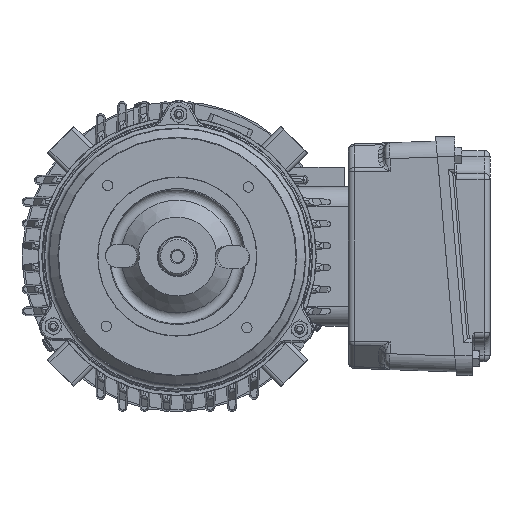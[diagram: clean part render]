
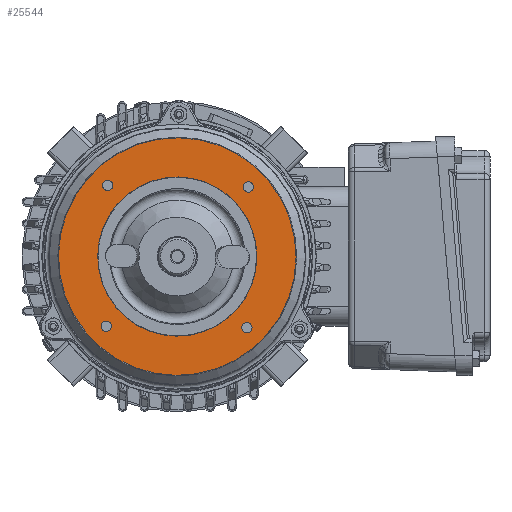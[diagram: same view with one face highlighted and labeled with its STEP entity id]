
A CAD part, left-side view. The second image highlights one B-rep face of the part: STEP entity #25544.
In plain terms, the highlighted planar face has unit normal (-1, 0, 0).
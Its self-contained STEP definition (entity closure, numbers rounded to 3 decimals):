
#2526=CIRCLE('',#27814,40.);
#2553=CIRCLE('',#27869,2.594);
#2554=CIRCLE('',#27871,2.594);
#2555=CIRCLE('',#27873,2.594);
#2556=CIRCLE('',#27875,2.594);
#2557=CIRCLE('',#27877,59.697);
#8432=ORIENTED_EDGE('',*,*,#13419,.T.);
#8433=ORIENTED_EDGE('',*,*,#13418,.T.);
#8434=ORIENTED_EDGE('',*,*,#13417,.T.);
#8435=ORIENTED_EDGE('',*,*,#13416,.T.);
#8436=ORIENTED_EDGE('',*,*,#13420,.T.);
#8437=ORIENTED_EDGE('',*,*,#13349,.F.);
#13349=EDGE_CURVE('',#16238,#16238,#2526,.T.);
#13416=EDGE_CURVE('',#16281,#16281,#2553,.T.);
#13417=EDGE_CURVE('',#16282,#16282,#2554,.T.);
#13418=EDGE_CURVE('',#16283,#16283,#2555,.T.);
#13419=EDGE_CURVE('',#16284,#16284,#2556,.T.);
#13420=EDGE_CURVE('',#16285,#16285,#2557,.F.);
#16238=VERTEX_POINT('',#56300);
#16281=VERTEX_POINT('',#57280);
#16282=VERTEX_POINT('',#57283);
#16283=VERTEX_POINT('',#57286);
#16284=VERTEX_POINT('',#57289);
#16285=VERTEX_POINT('',#57292);
#21161=EDGE_LOOP('',(#8432));
#21162=EDGE_LOOP('',(#8433));
#21163=EDGE_LOOP('',(#8434));
#21164=EDGE_LOOP('',(#8435));
#21165=EDGE_LOOP('',(#8436));
#21166=EDGE_LOOP('',(#8437));
#23068=FACE_BOUND('',#21161,.T.);
#23069=FACE_BOUND('',#21162,.T.);
#23070=FACE_BOUND('',#21163,.T.);
#23071=FACE_BOUND('',#21164,.T.);
#23072=FACE_BOUND('',#21165,.T.);
#23073=FACE_BOUND('',#21166,.T.);
#24342=PLANE('',#27876);
#25544=ADVANCED_FACE('',(#23068,#23069,#23070,#23071,#23072,#23073),#24342,
 .F.);
#27814=AXIS2_PLACEMENT_3D('',#56299,#33258,#33259);
#27869=AXIS2_PLACEMENT_3D('',#57279,#33380,#33381);
#27871=AXIS2_PLACEMENT_3D('',#57282,#33384,#33385);
#27873=AXIS2_PLACEMENT_3D('',#57285,#33388,#33389);
#27875=AXIS2_PLACEMENT_3D('',#57288,#33392,#33393);
#27876=AXIS2_PLACEMENT_3D('',#57290,#33394,#33395);
#27877=AXIS2_PLACEMENT_3D('',#57291,#33396,#33397);
#33258=DIRECTION('',(-1.,0.,0.));
#33259=DIRECTION('',(0.,-1.,-0.011));
#33380=DIRECTION('',(1.,0.,0.));
#33381=DIRECTION('',(0.,1.,0.011));
#33384=DIRECTION('',(1.,0.,0.));
#33385=DIRECTION('',(0.,0.011,-1.));
#33388=DIRECTION('',(1.,0.,0.));
#33389=DIRECTION('',(0.,-1.,-0.011));
#33392=DIRECTION('',(1.,0.,0.));
#33393=DIRECTION('',(0.,-0.011,1.));
#33394=DIRECTION('',(1.,0.,0.));
#33395=DIRECTION('',(0.,1.,0.011));
#33396=DIRECTION('',(1.,0.,0.));
#33397=DIRECTION('',(0.,1.,0.011));
#56299=CARTESIAN_POINT('',(-99.924,0.,0.));
#56300=CARTESIAN_POINT('',(-99.924,-39.998,-0.425));
#57279=CARTESIAN_POINT('',(-99.924,34.978,35.729));
#57280=CARTESIAN_POINT('',(-99.924,37.572,35.756));
#57282=CARTESIAN_POINT('',(-99.924,35.729,-34.978));
#57283=CARTESIAN_POINT('',(-99.924,35.756,-37.572));
#57285=CARTESIAN_POINT('',(-99.924,-34.978,-35.729));
#57286=CARTESIAN_POINT('',(-99.924,-37.572,-35.756));
#57288=CARTESIAN_POINT('',(-99.924,-35.729,34.978));
#57289=CARTESIAN_POINT('',(-99.924,-35.756,37.572));
#57290=CARTESIAN_POINT('',(-99.924,-0.637,59.997));
#57291=CARTESIAN_POINT('',(-99.924,0.,0.));
#57292=CARTESIAN_POINT('',(-99.924,59.694,0.634));
